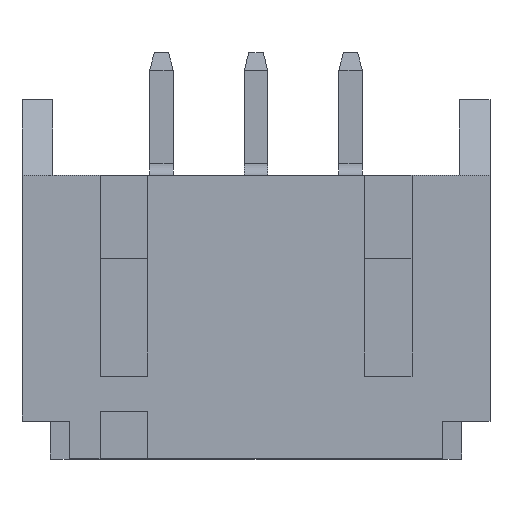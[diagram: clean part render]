
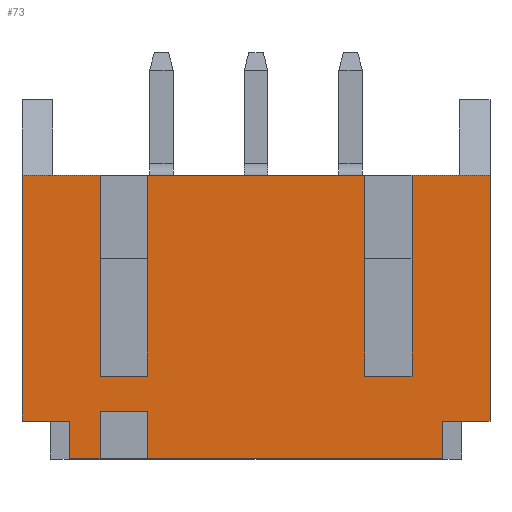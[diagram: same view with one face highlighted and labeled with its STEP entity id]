
A CAD part, top view. The second image highlights one B-rep face of the part: STEP entity #73.
In plain terms, the highlighted planar face has unit normal (0, 0, 1).
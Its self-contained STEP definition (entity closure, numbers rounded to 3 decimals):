
#73=ADVANCED_FACE('',(#1702),#1704,.T.);
#1702=FACE_BOUND('',#1703,.T.);
#1703=EDGE_LOOP('',(#2981,#2982,#2983,#2984,#2985,#2986,#2987,#2988,#2989,#2990,
#2991,#2992,#2993,#2994,#2995,#2996,#2997,#2998,#2999,#3000));
#1704=PLANE('',#1705);
#1705=AXIS2_PLACEMENT_3D('',#1706,#1707,#1708);
#1706=CARTESIAN_POINT('',(-1.,-6.,5.5));
#1707=DIRECTION('',(0.,0.,1.));
#1708=DIRECTION('',(1.,0.,0.));
#2981=ORIENTED_EDGE('',*,*,#3955,.T.);
#2982=ORIENTED_EDGE('',*,*,#3956,.T.);
#2983=ORIENTED_EDGE('',*,*,#3957,.T.);
#2984=ORIENTED_EDGE('',*,*,#3958,.T.);
#2985=ORIENTED_EDGE('',*,*,#3959,.T.);
#2986=ORIENTED_EDGE('',*,*,#3960,.F.);
#2987=ORIENTED_EDGE('',*,*,#3961,.T.);
#2988=ORIENTED_EDGE('',*,*,#3962,.T.);
#2989=ORIENTED_EDGE('',*,*,#3963,.T.);
#2990=ORIENTED_EDGE('',*,*,#3964,.F.);
#2991=ORIENTED_EDGE('',*,*,#3965,.T.);
#2992=ORIENTED_EDGE('',*,*,#3966,.T.);
#2993=ORIENTED_EDGE('',*,*,#3967,.T.);
#2994=ORIENTED_EDGE('',*,*,#3968,.F.);
#2995=ORIENTED_EDGE('',*,*,#3969,.F.);
#2996=ORIENTED_EDGE('',*,*,#3970,.T.);
#2997=ORIENTED_EDGE('',*,*,#3971,.T.);
#2998=ORIENTED_EDGE('',*,*,#3972,.T.);
#2999=ORIENTED_EDGE('',*,*,#3973,.T.);
#3000=ORIENTED_EDGE('',*,*,#3974,.T.);
#3955=EDGE_CURVE('',#4442,#4443,#4444,.F.);
#3956=EDGE_CURVE('',#4443,#4445,#4446,.T.);
#3957=EDGE_CURVE('',#4445,#4447,#4448,.F.);
#3958=EDGE_CURVE('',#4447,#4449,#4450,.T.);
#3959=EDGE_CURVE('',#4449,#4451,#4452,.T.);
#3960=EDGE_CURVE('',#4453,#4451,#4454,.T.);
#3961=EDGE_CURVE('',#4453,#4455,#4456,.T.);
#3962=EDGE_CURVE('',#4455,#4457,#4458,.T.);
#3963=EDGE_CURVE('',#4457,#4459,#4460,.T.);
#3964=EDGE_CURVE('',#4461,#4459,#4462,.T.);
#3965=EDGE_CURVE('',#4461,#4463,#4464,.F.);
#3966=EDGE_CURVE('',#4463,#4465,#4466,.F.);
#3967=EDGE_CURVE('',#4465,#4467,#4468,.F.);
#3968=EDGE_CURVE('',#4469,#4467,#4470,.T.);
#3969=EDGE_CURVE('',#4471,#4469,#4472,.T.);
#3970=EDGE_CURVE('',#4471,#4473,#4474,.F.);
#3971=EDGE_CURVE('',#4473,#4475,#4476,.T.);
#3972=EDGE_CURVE('',#4475,#4477,#4478,.T.);
#3973=EDGE_CURVE('',#4477,#4479,#4480,.F.);
#3974=EDGE_CURVE('',#4479,#4442,#4481,.F.);
#4442=VERTEX_POINT('',#5243);
#4443=VERTEX_POINT('',#5244);
#4444=LINE('',#5245,#5246);
#4445=VERTEX_POINT('',#5248);
#4446=LINE('',#5249,#5250);
#4447=VERTEX_POINT('',#5252);
#4448=LINE('',#5253,#5254);
#4449=VERTEX_POINT('',#5256);
#4450=LINE('',#5257,#5258);
#4451=VERTEX_POINT('',#5260);
#4452=LINE('',#5261,#5262);
#4453=VERTEX_POINT('',#5264);
#4454=LINE('',#5265,#5266);
#4455=VERTEX_POINT('',#5268);
#4456=LINE('',#5269,#5270);
#4457=VERTEX_POINT('',#5272);
#4458=LINE('',#5273,#5274);
#4459=VERTEX_POINT('',#5276);
#4460=LINE('',#5277,#5278);
#4461=VERTEX_POINT('',#5280);
#4462=LINE('',#5281,#5282);
#4463=VERTEX_POINT('',#5284);
#4464=LINE('',#5285,#5286);
#4465=VERTEX_POINT('',#5288);
#4466=LINE('',#5289,#5290);
#4467=VERTEX_POINT('',#5292);
#4468=LINE('',#5293,#5294);
#4469=VERTEX_POINT('',#5296);
#4470=LINE('',#5297,#5298);
#4471=VERTEX_POINT('',#5300);
#4472=LINE('',#5301,#5302);
#4473=VERTEX_POINT('',#5304);
#4474=LINE('',#5305,#5306);
#4475=VERTEX_POINT('',#5308);
#4476=LINE('',#5309,#5310);
#4477=VERTEX_POINT('',#5312);
#4478=LINE('',#5313,#5314);
#4479=VERTEX_POINT('',#5316);
#4480=LINE('',#5317,#5318);
#4481=LINE('',#5320,#5321);
#5243=CARTESIAN_POINT('',(-0.3,-5.,5.5));
#5244=CARTESIAN_POINT('',(-0.3,-6.,5.5));
#5245=CARTESIAN_POINT('',(-0.3,-6.,5.5));
#5246=VECTOR('',#5247,1.);
#5247=DIRECTION('',(0.,1.,0.));
#5248=CARTESIAN_POINT('',(5.95,-6.,5.5));
#5249=CARTESIAN_POINT('',(-0.3,-6.,5.5));
#5250=VECTOR('',#5251,1.);
#5251=DIRECTION('',(1.,0.,0.));
#5252=CARTESIAN_POINT('',(5.95,-5.2,5.5));
#5253=CARTESIAN_POINT('',(5.95,-5.2,5.5));
#5254=VECTOR('',#5255,1.);
#5255=DIRECTION('',(0.,-1.,0.));
#5256=CARTESIAN_POINT('',(6.95,-5.2,5.5));
#5257=CARTESIAN_POINT('',(5.95,-5.2,5.5));
#5258=VECTOR('',#5259,1.);
#5259=DIRECTION('',(1.,0.,0.));
#5260=CARTESIAN_POINT('',(6.95,0.,5.5));
#5261=CARTESIAN_POINT('',(6.95,-5.2,5.5));
#5262=VECTOR('',#5263,1.);
#5263=DIRECTION('',(0.,1.,0.));
#5264=CARTESIAN_POINT('',(5.3,0.,5.5));
#5265=CARTESIAN_POINT('',(5.3,0.,5.5));
#5266=VECTOR('',#5267,1.);
#5267=DIRECTION('',(1.,0.,0.));
#5268=CARTESIAN_POINT('',(5.3,-4.25,5.5));
#5269=CARTESIAN_POINT('',(5.3,0.,5.5));
#5270=VECTOR('',#5271,1.);
#5271=DIRECTION('',(0.,-1.,0.));
#5272=CARTESIAN_POINT('',(4.3,-4.25,5.5));
#5273=CARTESIAN_POINT('',(5.3,-4.25,5.5));
#5274=VECTOR('',#5275,1.);
#5275=DIRECTION('',(-1.,0.,0.));
#5276=CARTESIAN_POINT('',(4.3,0.,5.5));
#5277=CARTESIAN_POINT('',(4.3,-4.25,5.5));
#5278=VECTOR('',#5279,1.);
#5279=DIRECTION('',(0.,1.,0.));
#5280=CARTESIAN_POINT('',(-0.3,0.,5.5));
#5281=CARTESIAN_POINT('',(-0.3,0.,5.5));
#5282=VECTOR('',#5283,1.);
#5283=DIRECTION('',(1.,0.,0.));
#5284=CARTESIAN_POINT('',(-0.3,-4.25,5.5));
#5285=CARTESIAN_POINT('',(-0.3,-4.25,5.5));
#5286=VECTOR('',#5287,1.);
#5287=DIRECTION('',(0.,1.,0.));
#5288=CARTESIAN_POINT('',(-1.3,-4.25,5.5));
#5289=CARTESIAN_POINT('',(-1.3,-4.25,5.5));
#5290=VECTOR('',#5291,1.);
#5291=DIRECTION('',(1.,0.,0.));
#5292=CARTESIAN_POINT('',(-1.3,0.,5.5));
#5293=CARTESIAN_POINT('',(-1.3,0.,5.5));
#5294=VECTOR('',#5295,1.);
#5295=DIRECTION('',(0.,-1.,0.));
#5296=CARTESIAN_POINT('',(-2.95,0.,5.5));
#5297=CARTESIAN_POINT('',(-2.95,0.,5.5));
#5298=VECTOR('',#5299,1.);
#5299=DIRECTION('',(1.,0.,0.));
#5300=CARTESIAN_POINT('',(-2.95,-5.2,5.5));
#5301=CARTESIAN_POINT('',(-2.95,-5.2,5.5));
#5302=VECTOR('',#5303,1.);
#5303=DIRECTION('',(0.,1.,0.));
#5304=CARTESIAN_POINT('',(-1.95,-5.2,5.5));
#5305=CARTESIAN_POINT('',(-1.95,-5.2,5.5));
#5306=VECTOR('',#5307,1.);
#5307=DIRECTION('',(-1.,0.,0.));
#5308=CARTESIAN_POINT('',(-1.95,-6.,5.5));
#5309=CARTESIAN_POINT('',(-1.95,-5.2,5.5));
#5310=VECTOR('',#5311,1.);
#5311=DIRECTION('',(0.,-1.,0.));
#5312=CARTESIAN_POINT('',(-1.3,-6.,5.5));
#5313=CARTESIAN_POINT('',(-1.95,-6.,5.5));
#5314=VECTOR('',#5315,1.);
#5315=DIRECTION('',(1.,0.,0.));
#5316=CARTESIAN_POINT('',(-1.3,-5.,5.5));
#5317=CARTESIAN_POINT('',(-1.3,-5.,5.5));
#5318=VECTOR('',#5319,1.);
#5319=DIRECTION('',(0.,-1.,0.));
#5320=CARTESIAN_POINT('',(-0.3,-5.,5.5));
#5321=VECTOR('',#5322,1.);
#5322=DIRECTION('',(-1.,0.,0.));
